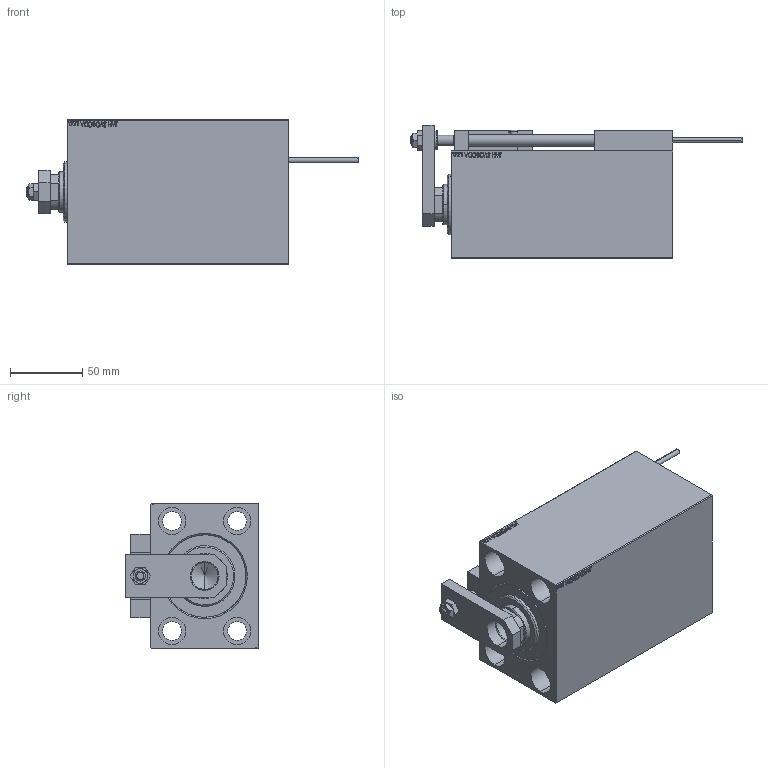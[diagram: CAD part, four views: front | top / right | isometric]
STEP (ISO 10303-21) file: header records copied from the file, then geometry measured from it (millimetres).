
FILE_DESCRIPTION (( 'STEP AP203' ), '1' );
FILE_NAME ('85be.STEP', '2021-03-19T06:56:32', ( '' ), ( '' ), 'SwSTEP 2.0', 'SolidWorks 2019', '' );
FILE_SCHEMA (( 'CONFIG_CONTROL_DESIGN' ));
Length unit declared in the file: millimetre
Products named in the file (16): SWITCH X 70d28e7de4bfece3e41088e441c4cd77; V450CM_VC_B 70d28e7de4bfece3e41088e441c4cd77; ZARAZKA 70d28e7de4bfece3e41088e441c4cd77; V450CM_C_VCP 70d28e7de4bfece3e41088e441c4cd77; SWITCH DIM B,W 70d28e7de4bfece3e41088e441c4cd77; TYC_L79 70d28e7de4bfece3e41088e441c4cd77; 85be; NUT_D12 70d28e7de4bfece3e41088e441c4cd77; ALLEN BOLT D5 70d28e7de4bfece3e41088e441c4cd77; KONCOVKA 70d28e7de4bfece3e41088e441c4cd77; NUT_D10 70d28e7de4bfece3e41088e441c4cd77; V450CM_C 70d28e7de4bfece3e41088e441c4cd77; Block 70d28e7de4bfece3e41088e441c4cd77; ALLEN BOLT D8 70d28e7de4bfece3e41088e441c4cd77; SWITCH_X_FRONT_BACK 70d28e7de4bfece3e41088e441c4cd77; MAGNET 70d28e7de4bfece3e41088e441c4cd77
Assembly tree (25 placements, depth 3):
  85be
    V450CM_C 70d28e7de4bfece3e41088e441c4cd77
    SWITCH X 70d28e7de4bfece3e41088e441c4cd77
      SWITCH_X_FRONT_BACK 70d28e7de4bfece3e41088e441c4cd77  x2
      TYC_L79 70d28e7de4bfece3e41088e441c4cd77
      Block 70d28e7de4bfece3e41088e441c4cd77  x2
      ALLEN BOLT D5 70d28e7de4bfece3e41088e441c4cd77  x4
      ALLEN BOLT D8 70d28e7de4bfece3e41088e441c4cd77  x4
      MAGNET 70d28e7de4bfece3e41088e441c4cd77  x2
      KONCOVKA 70d28e7de4bfece3e41088e441c4cd77  x2
    NUT_D12 70d28e7de4bfece3e41088e441c4cd77
    SWITCH DIM B,W 70d28e7de4bfece3e41088e441c4cd77
    ZARAZKA 70d28e7de4bfece3e41088e441c4cd77
    NUT_D10 70d28e7de4bfece3e41088e441c4cd77
    V450CM_C_VCP 70d28e7de4bfece3e41088e441c4cd77
    V450CM_VC_B 70d28e7de4bfece3e41088e441c4cd77
Bounding box: 229.7 x 92.5 x 100 mm (x, y, z)
Volume: 994419.6 mm3; surface area: 182519.1 mm2
Topology: 24 solids, 24 shells, 1298 faces, 3100 edges, 1982 vertices
Faces by surface type: plane 569, bspline 380, cylinder 188, cone 113, torus 44, sphere 4
Entity records: 50763 total; most frequent: CARTESIAN_POINT 26066, ORIENTED_EDGE 5220, DIRECTION 3527, EDGE_CURVE 2610, VERTEX_POINT 1706, LINE 1497, VECTOR 1497, EDGE_LOOP 1210
